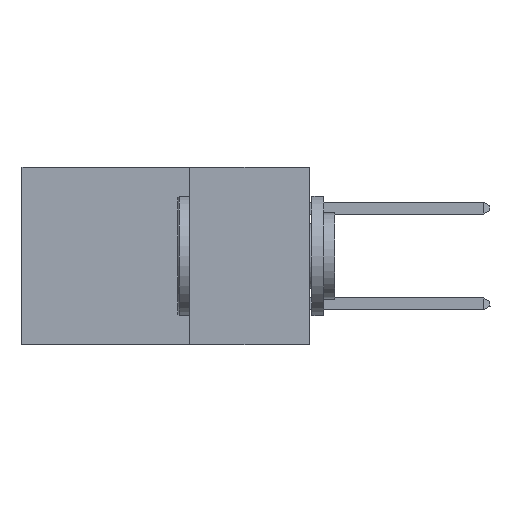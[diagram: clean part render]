
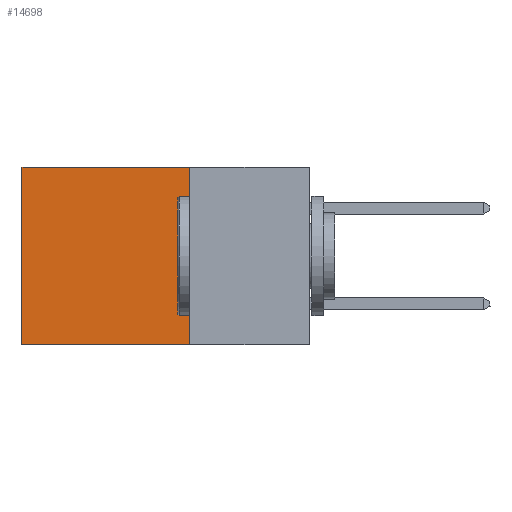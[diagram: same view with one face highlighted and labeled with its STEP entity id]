
A CAD part, left-side view. The second image highlights one B-rep face of the part: STEP entity #14698.
In plain terms, the highlighted planar face has unit normal (-1, 0, 0).
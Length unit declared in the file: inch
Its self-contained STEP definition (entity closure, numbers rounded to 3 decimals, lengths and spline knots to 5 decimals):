
#604 = CARTESIAN_POINT ( 'NONE',  ( 0.2875, 0.25, 0. ) ) ;
#1669 = VERTEX_POINT ( 'NONE', #8756 ) ;
#2815 = VECTOR ( 'NONE', #21388, 39.37008 ) ;
#3099 = ORIENTED_EDGE ( 'NONE', *, *, #30663, .T. ) ;
#5054 = VERTEX_POINT ( 'NONE', #15172 ) ;
#7449 = EDGE_CURVE ( 'NONE', #1669, #5054, #10946, .T. ) ;
#8189 = FACE_OUTER_BOUND ( 'NONE', #25710, .T. ) ;
#8505 = ORIENTED_EDGE ( 'NONE', *, *, #29889, .F. ) ;
#8756 = CARTESIAN_POINT ( 'NONE',  ( 0.2875, 0.6, 0. ) ) ;
#10517 = VECTOR ( 'NONE', #28601, 39.37008 ) ;
#10946 = LINE ( 'NONE', #26610, #2815 ) ;
#10955 = LINE ( 'NONE', #28282, #10517 ) ;
#13117 = LINE ( 'NONE', #604, #28140 ) ;
#13324 = VERTEX_POINT ( 'NONE', #14512 ) ;
#14512 = CARTESIAN_POINT ( 'NONE',  ( 0.2875, 0.25, 0. ) ) ;
#14698 = ADVANCED_FACE ( 'NONE', ( #8189 ), #31563, .F. ) ;
#15172 = CARTESIAN_POINT ( 'NONE',  ( 0.2875, 0.6, -0.37 ) ) ;
#16012 = DIRECTION ( 'NONE',  ( 0., 0., -1. ) ) ;
#21025 = EDGE_CURVE ( 'NONE', #13324, #23804, #10955, .T. ) ;
#21388 = DIRECTION ( 'NONE',  ( 0., 0., -1. ) ) ;
#21461 = DIRECTION ( 'NONE',  ( 1., 0., 0. ) ) ;
#23622 = CARTESIAN_POINT ( 'NONE',  ( 0.2875, 0.25, 0. ) ) ;
#23801 = DIRECTION ( 'NONE',  ( 0., 1., 0. ) ) ;
#23804 = VERTEX_POINT ( 'NONE', #23959 ) ;
#23959 = CARTESIAN_POINT ( 'NONE',  ( 0.2875, 0.25, -0.37 ) ) ;
#24396 = CARTESIAN_POINT ( 'NONE',  ( 0.2875, 0.25, -0.37 ) ) ;
#25710 = EDGE_LOOP ( 'NONE', ( #27114, #8505, #30224, #3099 ) ) ;
#26516 = DIRECTION ( 'NONE',  ( 0., 1., 0. ) ) ;
#26610 = CARTESIAN_POINT ( 'NONE',  ( 0.2875, 0.6, 0. ) ) ;
#27114 = ORIENTED_EDGE ( 'NONE', *, *, #7449, .T. ) ;
#27813 = VECTOR ( 'NONE', #26516, 39.37008 ) ;
#28140 = VECTOR ( 'NONE', #23801, 39.37008 ) ;
#28282 = CARTESIAN_POINT ( 'NONE',  ( 0.2875, 0.25, 0. ) ) ;
#28601 = DIRECTION ( 'NONE',  ( 0., 0., -1. ) ) ;
#29889 = EDGE_CURVE ( 'NONE', #23804, #5054, #30254, .T. ) ;
#30224 = ORIENTED_EDGE ( 'NONE', *, *, #21025, .F. ) ;
#30254 = LINE ( 'NONE', #24396, #27813 ) ;
#30663 = EDGE_CURVE ( 'NONE', #13324, #1669, #13117, .T. ) ;
#30739 = AXIS2_PLACEMENT_3D ( 'NONE', #23622, #21461, #16012 ) ;
#31563 = PLANE ( 'NONE',  #30739 ) ;
